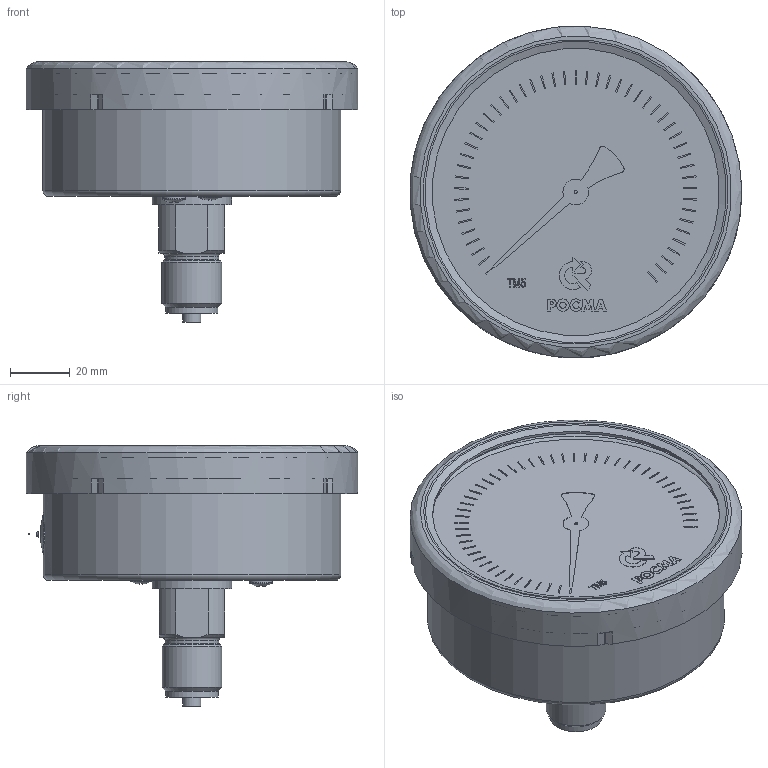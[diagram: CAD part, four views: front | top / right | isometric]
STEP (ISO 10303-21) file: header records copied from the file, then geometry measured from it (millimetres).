
FILE_DESCRIPTION(/* description */ (' ТМ-520Т'),/* implementation_level */ '2;1');
FILE_NAME(/* name */ 'ТМ-520Т.stp',/* time_stamp */ '2023-08-25T10:07:55+03:00',/* author */ ('Tech'),/* organization */ (''),/* preprocessor_version */ 'ST-DEVELOPER v18.1',/* originating_system */ 'Autodesk Inventor 2021',/* authorisation */ '');
FILE_SCHEMA (('AUTOMOTIVE_DESIGN { 1 0 10303 214 3 1 1 }'));
Length unit declared in the file: millimetre
Products named in the file (1): ТМ-520Т
Bounding box: 110.86 x 110.89 x 87 mm (x, y, z)
Volume: 389869.7 mm3; surface area: 77650.2 mm2
Topology: 8 solids, 9 shells, 627 faces, 1637 edges, 1107 vertices
Faces by surface type: plane 483, cylinder 97, cone 24, torus 15, bspline 5, sphere 3
Full cylindrical faces by diameter (mm): 0.5 x1, 0.99 x1, 2 x1, 2.093 x1, 2.5 x3, 3 x5, 3.5 x1, 4 x4, 4.143 x1, 4.3 x3, 5.8 x3, 6 x1, 7.6 x3, 11 x1, 14.5 x1, 17.5 x1, 18 x1, 20 x1, 25 x1, 26.6 x1, 96 x1, 97.9 x1, 99.5 x1, 110.2 x1, 111 x1
Entity records: 19907 total; most frequent: CARTESIAN_POINT 4193, ORIENTED_EDGE 3272, DIRECTION 3142, EDGE_CURVE 1636, LINE 1172, VECTOR 1172, VERTEX_POINT 1107, AXIS2_PLACEMENT_3D 985
